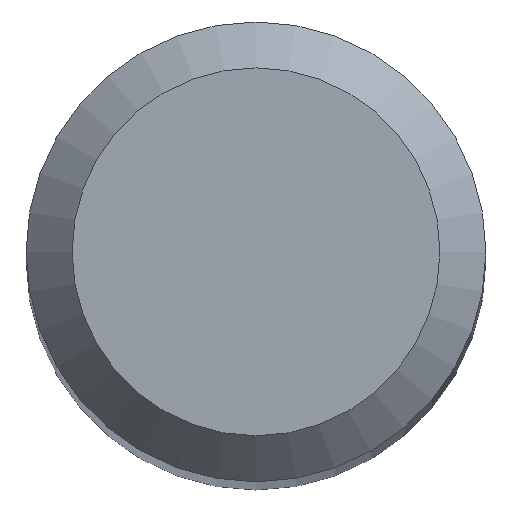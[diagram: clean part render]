
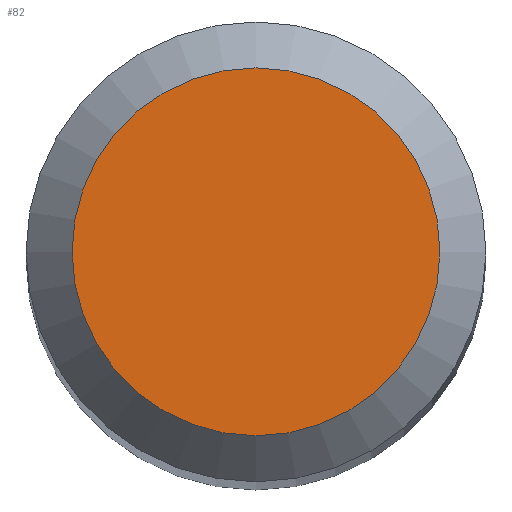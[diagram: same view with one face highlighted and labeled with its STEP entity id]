
A CAD part, top view. The second image highlights one B-rep face of the part: STEP entity #82.
In plain terms, the highlighted planar face has unit normal (0, 0, 1).
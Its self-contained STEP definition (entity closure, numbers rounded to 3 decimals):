
#9 = EDGE_LOOP ( 'NONE', ( #195 ) ) ;
#25 = DIRECTION ( 'NONE',  ( 0., 0., -1. ) ) ;
#33 = VERTEX_POINT ( 'NONE', #190 ) ;
#39 = DIRECTION ( 'NONE',  ( 0., 1., 0. ) ) ;
#41 = CARTESIAN_POINT ( 'NONE',  ( 0., 0., 57. ) ) ;
#56 = PLANE ( 'NONE',  #164 ) ;
#82 = ADVANCED_FACE ( 'NONE', ( #129 ), #56, .F. ) ;
#110 = CIRCLE ( 'NONE', #166, 2. ) ;
#123 = EDGE_CURVE ( 'NONE', #33, #33, #110, .T. ) ;
#129 = FACE_OUTER_BOUND ( 'NONE', #9, .T. ) ;
#132 = CARTESIAN_POINT ( 'NONE',  ( 0., 0., 57. ) ) ;
#164 = AXIS2_PLACEMENT_3D ( 'NONE', #41, #25, #196 ) ;
#166 = AXIS2_PLACEMENT_3D ( 'NONE', #132, #183, #39 ) ;
#183 = DIRECTION ( 'NONE',  ( 0., 0., -1. ) ) ;
#190 = CARTESIAN_POINT ( 'NONE',  ( 0., 2., 57. ) ) ;
#195 = ORIENTED_EDGE ( 'NONE', *, *, #123, .F. ) ;
#196 = DIRECTION ( 'NONE',  ( 0., 1., 0. ) ) ;
